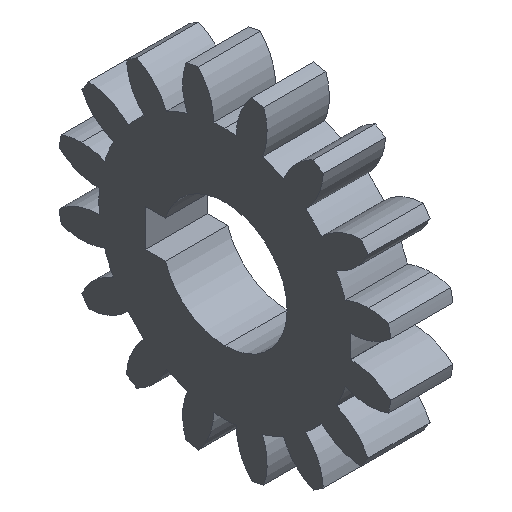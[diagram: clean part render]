
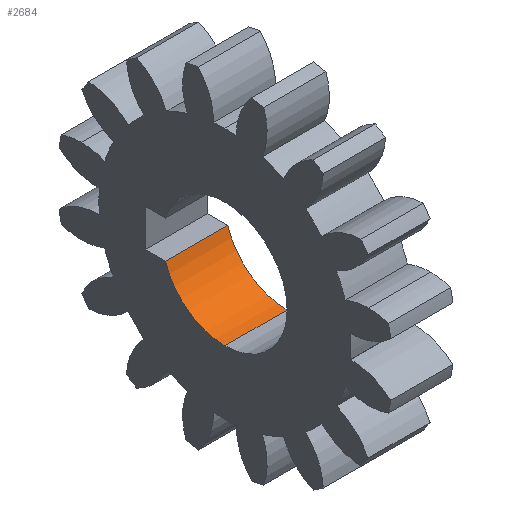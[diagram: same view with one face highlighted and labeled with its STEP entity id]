
A CAD part, isometric view. The second image highlights one B-rep face of the part: STEP entity #2684.
In plain terms, the highlighted cylindrical face has radius 10 mm (diameter 20 mm), a partial arc.
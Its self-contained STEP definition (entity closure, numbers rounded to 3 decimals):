
#35 = DIRECTION ( 'NONE',  ( -1., 0., 0. ) ) ;
#109 = CARTESIAN_POINT ( 'NONE',  ( 50., 0., -10. ) ) ;
#127 = CARTESIAN_POINT ( 'NONE',  ( 50., 9.539, -3. ) ) ;
#180 = CIRCLE ( 'NONE', #1630, 10. ) ;
#181 = DIRECTION ( 'NONE',  ( 0., 0., 1. ) ) ;
#336 = EDGE_CURVE ( 'NONE', #591, #2293, #1173, .T. ) ;
#431 = EDGE_CURVE ( 'NONE', #1068, #591, #465, .T. ) ;
#465 = CIRCLE ( 'NONE', #904, 10. ) ;
#468 = DIRECTION ( 'NONE',  ( 0., 0., 1. ) ) ;
#527 = EDGE_LOOP ( 'NONE', ( #1358, #1080, #1184, #2452 ) ) ;
#591 = VERTEX_POINT ( 'NONE', #1589 ) ;
#626 = DIRECTION ( 'NONE',  ( -1., 0., 0. ) ) ;
#692 = DIRECTION ( 'NONE',  ( 0., 0., -1. ) ) ;
#904 = AXIS2_PLACEMENT_3D ( 'NONE', #1943, #2138, #181 ) ;
#914 = CARTESIAN_POINT ( 'NONE',  ( 0., 0., 0. ) ) ;
#963 = DIRECTION ( 'NONE',  ( -1., 0., 0. ) ) ;
#1068 = VERTEX_POINT ( 'NONE', #1585 ) ;
#1080 = ORIENTED_EDGE ( 'NONE', *, *, #431, .T. ) ;
#1085 = VECTOR ( 'NONE', #963, 1000. ) ;
#1173 = LINE ( 'NONE', #127, #1085 ) ;
#1184 = ORIENTED_EDGE ( 'NONE', *, *, #336, .T. ) ;
#1268 = CYLINDRICAL_SURFACE ( 'NONE', #1890, 10. ) ;
#1297 = FACE_OUTER_BOUND ( 'NONE', #527, .T. ) ;
#1358 = ORIENTED_EDGE ( 'NONE', *, *, #2125, .F. ) ;
#1366 = VECTOR ( 'NONE', #2004, 1000. ) ;
#1585 = CARTESIAN_POINT ( 'NONE',  ( 10., 0., -10. ) ) ;
#1589 = CARTESIAN_POINT ( 'NONE',  ( 10., 9.539, -3. ) ) ;
#1630 = AXIS2_PLACEMENT_3D ( 'NONE', #914, #35, #692 ) ;
#1717 = CARTESIAN_POINT ( 'NONE',  ( 0., 9.539, -3. ) ) ;
#1846 = CARTESIAN_POINT ( 'NONE',  ( 0., 0., -10. ) ) ;
#1890 = AXIS2_PLACEMENT_3D ( 'NONE', #2134, #626, #468 ) ;
#1943 = CARTESIAN_POINT ( 'NONE',  ( 10., 0., 0. ) ) ;
#2004 = DIRECTION ( 'NONE',  ( -1., 0., 0. ) ) ;
#2125 = EDGE_CURVE ( 'NONE', #1068, #2496, #2623, .T. ) ;
#2134 = CARTESIAN_POINT ( 'NONE',  ( 50., 0., 0. ) ) ;
#2138 = DIRECTION ( 'NONE',  ( 1., 0., 0. ) ) ;
#2293 = VERTEX_POINT ( 'NONE', #1717 ) ;
#2402 = EDGE_CURVE ( 'NONE', #2293, #2496, #180, .T. ) ;
#2452 = ORIENTED_EDGE ( 'NONE', *, *, #2402, .T. ) ;
#2496 = VERTEX_POINT ( 'NONE', #1846 ) ;
#2623 = LINE ( 'NONE', #109, #1366 ) ;
#2684 = ADVANCED_FACE ( 'NONE', ( #1297 ), #1268, .F. ) ;
